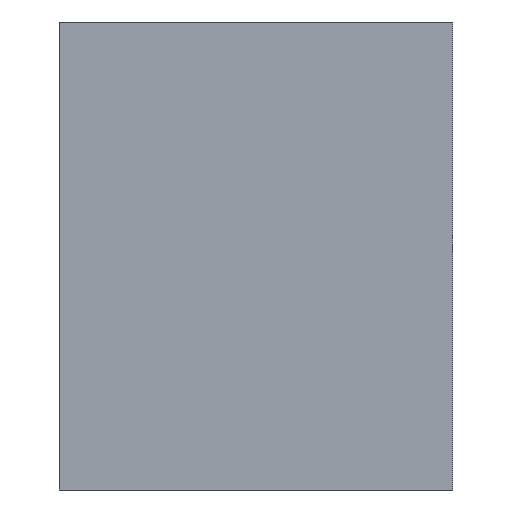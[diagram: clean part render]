
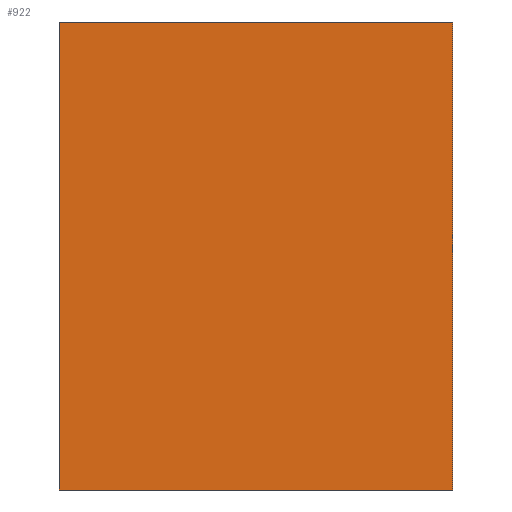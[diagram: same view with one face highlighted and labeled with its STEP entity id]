
A CAD part, front view. The second image highlights one B-rep face of the part: STEP entity #922.
In plain terms, the highlighted planar face has unit normal (0, -1, 0).
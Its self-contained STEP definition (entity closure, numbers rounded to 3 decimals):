
#38 = AXIS2_PLACEMENT_3D ( 'NONE', #1852, #1428, #106 ) ;
#106 = DIRECTION ( 'NONE',  ( 0., 0., 1. ) ) ;
#142 = CARTESIAN_POINT ( 'NONE',  ( 28.5, -11.7, 33.9 ) ) ;
#221 = LINE ( 'NONE', #834, #741 ) ;
#229 = VERTEX_POINT ( 'NONE', #1240 ) ;
#438 = CARTESIAN_POINT ( 'NONE',  ( -14.25, -11.7, 33.9 ) ) ;
#443 = VECTOR ( 'NONE', #1706, 1000. ) ;
#554 = LINE ( 'NONE', #438, #583 ) ;
#583 = VECTOR ( 'NONE', #1751, 1000. ) ;
#674 = VERTEX_POINT ( 'NONE', #142 ) ;
#677 = EDGE_CURVE ( 'Defeature ausgef�hrt1_55+Defeature ausgef�hrt1_57+Defeature ausgef�hrt1_54+Defeature ausgef�hrt1_56', #1181, #229, #1873, .T. ) ;
#741 = VECTOR ( 'NONE', #1137, 1000. ) ;
#801 = EDGE_CURVE ( 'Defeature ausgef�hrt1_54+Defeature ausgef�hrt1_57+Defeature ausgef�hrt1_53+Defeature ausgef�hrt1_55', #1444, #1181, #221, .T. ) ;
#834 = CARTESIAN_POINT ( 'NONE',  ( -14.25, -11.7, -33.9 ) ) ;
#922 = ADVANCED_FACE ( 'Defeature ausgef�hrt1_57', ( #1767 ), #1862, .F. ) ;
#943 = VECTOR ( 'NONE', #1454, 1000. ) ;
#1136 = ORIENTED_EDGE ( 'NONE', *, *, #1808, .F. ) ;
#1137 = DIRECTION ( 'NONE',  ( -1., 0., 0. ) ) ;
#1153 = CARTESIAN_POINT ( 'NONE',  ( -28.5, -11.7, -16.95 ) ) ;
#1181 = VERTEX_POINT ( 'NONE', #1302 ) ;
#1240 = CARTESIAN_POINT ( 'NONE',  ( -28.5, -11.7, 33.9 ) ) ;
#1302 = CARTESIAN_POINT ( 'NONE',  ( -28.5, -11.7, -33.9 ) ) ;
#1428 = DIRECTION ( 'NONE',  ( 0., 1., 0. ) ) ;
#1444 = VERTEX_POINT ( 'NONE', #1664 ) ;
#1454 = DIRECTION ( 'NONE',  ( 0., 0., 1. ) ) ;
#1538 = EDGE_CURVE ( 'Defeature ausgef�hrt1_53+Defeature ausgef�hrt1_57+Defeature ausgef�hrt1_56+Defeature ausgef�hrt1_54', #674, #1444, #1731, .T. ) ;
#1557 = CARTESIAN_POINT ( 'NONE',  ( 28.5, -11.7, -16.95 ) ) ;
#1644 = ORIENTED_EDGE ( 'NONE', *, *, #677, .F. ) ;
#1664 = CARTESIAN_POINT ( 'NONE',  ( 28.5, -11.7, -33.9 ) ) ;
#1681 = ORIENTED_EDGE ( 'NONE', *, *, #801, .F. ) ;
#1706 = DIRECTION ( 'NONE',  ( 0., 0., -1. ) ) ;
#1731 = LINE ( 'NONE', #1557, #443 ) ;
#1751 = DIRECTION ( 'NONE',  ( 1., 0., 0. ) ) ;
#1767 = FACE_OUTER_BOUND ( 'NONE', #1879, .T. ) ;
#1795 = ORIENTED_EDGE ( 'NONE', *, *, #1538, .F. ) ;
#1808 = EDGE_CURVE ( 'Defeature ausgef�hrt1_56+Defeature ausgef�hrt1_57+Defeature ausgef�hrt1_55+Defeature ausgef�hrt1_53', #229, #674, #554, .T. ) ;
#1852 = CARTESIAN_POINT ( 'NONE',  ( -14.25, -11.7, -16.95 ) ) ;
#1862 = PLANE ( 'NONE',  #38 ) ;
#1873 = LINE ( 'NONE', #1153, #943 ) ;
#1879 = EDGE_LOOP ( 'NONE', ( #1644, #1681, #1795, #1136 ) ) ;
